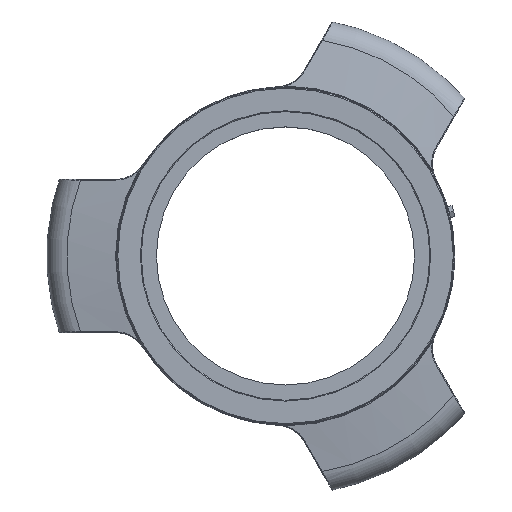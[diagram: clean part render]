
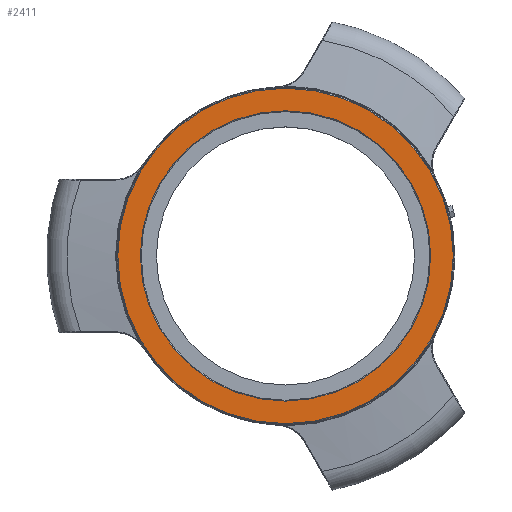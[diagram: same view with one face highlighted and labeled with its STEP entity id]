
A CAD part, top view. The second image highlights one B-rep face of the part: STEP entity #2411.
In plain terms, the highlighted planar face has unit normal (0, 0, 1).
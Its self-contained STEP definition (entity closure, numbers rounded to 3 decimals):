
#158=FACE_BOUND('',#864,.T.);
#685=FACE_OUTER_BOUND('',#863,.T.);
#863=EDGE_LOOP('',(#2174));
#864=EDGE_LOOP('',(#2175));
#980=CIRCLE('',#2677,104.);
#982=CIRCLE('',#2681,90.);
#1190=VERTEX_POINT('',#7267);
#1192=VERTEX_POINT('',#7275);
#1519=EDGE_CURVE('',#1190,#1190,#980,.T.);
#1522=EDGE_CURVE('',#1192,#1192,#982,.T.);
#2174=ORIENTED_EDGE('',*,*,#1519,.F.);
#2175=ORIENTED_EDGE('',*,*,#1522,.F.);
#2252=PLANE('',#2680);
#2411=ADVANCED_FACE('',(#685,#158),#2252,.F.);
#2677=AXIS2_PLACEMENT_3D('',#7269,#3269,#3270);
#2680=AXIS2_PLACEMENT_3D('',#7274,#3276,#3277);
#2681=AXIS2_PLACEMENT_3D('',#7276,#3278,#3279);
#3269=DIRECTION('center_axis',(0.,0.,-1.));
#3270=DIRECTION('ref_axis',(-1.,0.,0.));
#3276=DIRECTION('center_axis',(0.,0.,-1.));
#3277=DIRECTION('ref_axis',(-1.,0.,0.));
#3278=DIRECTION('center_axis',(0.,0.,1.));
#3279=DIRECTION('ref_axis',(-1.,0.,0.));
#7267=CARTESIAN_POINT('',(104.,0.,25.5));
#7269=CARTESIAN_POINT('Origin',(0.,0.,25.5));
#7274=CARTESIAN_POINT('Origin',(0.,0.,25.5));
#7275=CARTESIAN_POINT('',(90.,0.,25.5));
#7276=CARTESIAN_POINT('Origin',(0.,0.,25.5));
